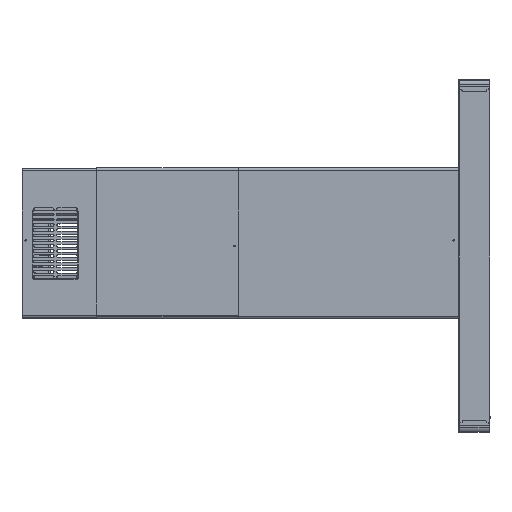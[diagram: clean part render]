
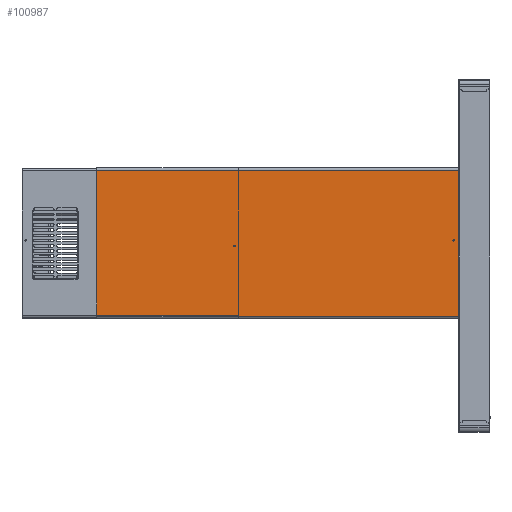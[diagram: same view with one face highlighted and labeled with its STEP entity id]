
A CAD part, left-side view. The second image highlights one B-rep face of the part: STEP entity #100987.
In plain terms, the highlighted face is planar.
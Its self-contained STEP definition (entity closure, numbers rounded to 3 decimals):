
#100462=DIRECTION('',(0.,0.,-1.));
#100463=VECTOR('',#100462,280.);
#100464=CARTESIAN_POINT('',(175.,350.,140.));
#100465=LINE('',#100464,#100463);
#100474=DIRECTION('',(0.,-1.,0.));
#100475=VECTOR('',#100474,700.);
#100476=CARTESIAN_POINT('',(175.,350.,140.));
#100477=LINE('',#100476,#100475);
#100478=CARTESIAN_POINT('',(175.,-335.,-5.5));
#100479=DIRECTION('',(1.,0.,0.));
#100480=DIRECTION('',(0.,0.,1.));
#100481=AXIS2_PLACEMENT_3D('',#100478,#100479,#100480);
#100483=CARTESIAN_POINT('',(175.,-335.,-5.5));
#100484=DIRECTION('',(1.,0.,0.));
#100485=DIRECTION('',(0.,0.,-1.));
#100486=AXIS2_PLACEMENT_3D('',#100483,#100484,#100485);
#100488=DIRECTION('',(0.,-1.,0.));
#100489=VECTOR('',#100488,700.);
#100490=CARTESIAN_POINT('',(175.,350.,-140.));
#100491=LINE('',#100490,#100489);
#100544=DIRECTION('',(0.,0.,-1.));
#100545=VECTOR('',#100544,280.);
#100546=CARTESIAN_POINT('',(175.,-350.,140.));
#100547=LINE('',#100546,#100545);
#100794=CARTESIAN_POINT('',(175.,350.,140.));
#100795=VERTEX_POINT('',#100794);
#100796=CARTESIAN_POINT('',(175.,350.,-140.));
#100797=VERTEX_POINT('',#100796);
#100808=CARTESIAN_POINT('',(175.,-350.,140.));
#100809=VERTEX_POINT('',#100808);
#100810=CARTESIAN_POINT('',(175.,-350.,-140.));
#100811=VERTEX_POINT('',#100810);
#100848=CARTESIAN_POINT('',(175.,-335.,-4.));
#100849=CARTESIAN_POINT('',(175.,-335.,-7.));
#100850=VERTEX_POINT('',#100848);
#100851=VERTEX_POINT('',#100849);
#100967=CARTESIAN_POINT('',(175.,350.,140.));
#100968=DIRECTION('',(1.,0.,0.));
#100969=DIRECTION('',(0.,0.,-1.));
#100970=AXIS2_PLACEMENT_3D('',#100967,#100968,#100969);
#100971=PLANE('',#100970);
#100972=ORIENTED_EDGE('',*,*,#100958,.T.);
#100974=ORIENTED_EDGE('',*,*,#100973,.T.);
#100976=ORIENTED_EDGE('',*,*,#100975,.F.);
#100978=ORIENTED_EDGE('',*,*,#100977,.F.);
#100979=EDGE_LOOP('',(#100972,#100974,#100976,#100978));
#100980=FACE_OUTER_BOUND('',#100979,.F.);
#100982=ORIENTED_EDGE('',*,*,#100981,.T.);
#100984=ORIENTED_EDGE('',*,*,#100983,.T.);
#100985=EDGE_LOOP('',(#100982,#100984));
#100986=FACE_BOUND('',#100985,.F.);
#100987=ADVANCED_FACE('',(#100980,#100986),#100971,.T.);
#100482=CIRCLE('',#100481,1.5);
#100487=CIRCLE('',#100486,1.5);
#100958=EDGE_CURVE('',#100795,#100797,#100465,.T.);
#100973=EDGE_CURVE('',#100797,#100811,#100491,.T.);
#100975=EDGE_CURVE('',#100809,#100811,#100547,.T.);
#100977=EDGE_CURVE('',#100795,#100809,#100477,.T.);
#100981=EDGE_CURVE('',#100850,#100851,#100482,.T.);
#100983=EDGE_CURVE('',#100851,#100850,#100487,.T.);
